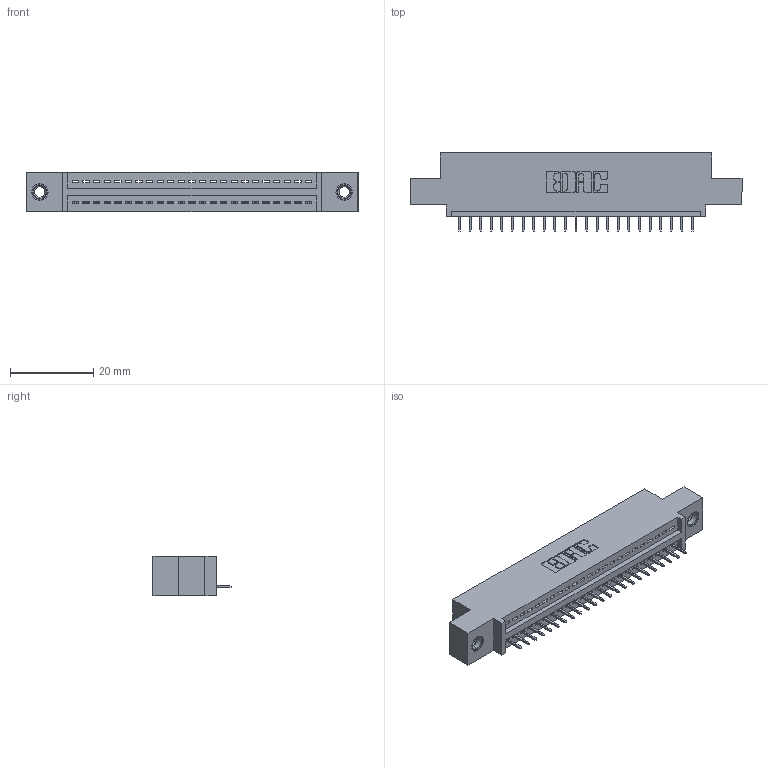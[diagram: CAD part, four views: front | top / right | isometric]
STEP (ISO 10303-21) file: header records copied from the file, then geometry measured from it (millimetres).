
FILE_DESCRIPTION (( 'STEP AP203' ), '1' );
FILE_NAME ('845-023-525-407.STEP', '2020-09-22T21:17:51', ( '' ), ( '' ), 'SwSTEP 2.0', 'SolidWorks 2020', '' );
FILE_SCHEMA (( 'CONFIG_CONTROL_DESIGN' ));
Length unit declared in the file: inch
Products named in the file (4): 345-250-001_345-250-005-103; 845 Part_0.110 Offset - 0.156 Dia-TI; 845-023-525-407; 345-292-001_345-293-125
Assembly tree (26 placements, depth 2):
  845-023-525-407
    845 Part_0.110 Offset - 0.156 Dia-TI
    345-292-001_345-293-125  x23
    345-250-001_345-250-005-103  x2
Bounding box: 79.63 x 18.72 x 9.4 mm (x, y, z)
Volume: 7226.8 mm3; surface area: 9146.8 mm2
Topology: 26 solids, 26 shells, 1616 faces, 4629 edges, 2986 vertices
Faces by surface type: plane 1174, cylinder 426, cone 12, torus 4
Entity records: 21260 total; most frequent: CARTESIAN_POINT 3664, ORIENTED_EDGE 3614, DIRECTION 3255, EDGE_CURVE 1807, VECTOR 1567, LINE 1567, VERTEX_POINT 1196, AXIS2_PLACEMENT_3D 844
